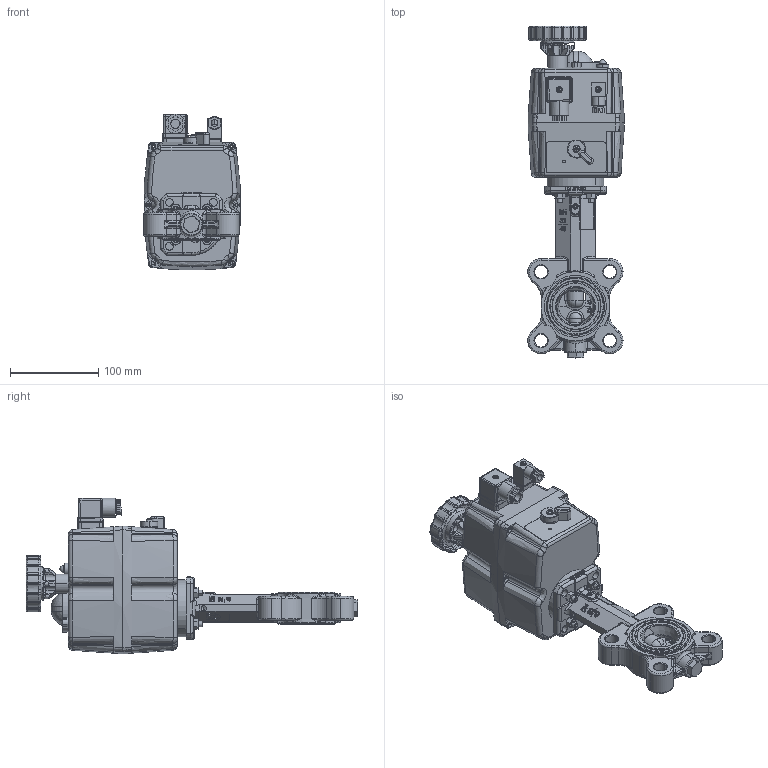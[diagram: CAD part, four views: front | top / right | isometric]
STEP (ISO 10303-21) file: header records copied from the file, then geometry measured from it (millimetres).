
FILE_DESCRIPTION (( 'STEP AP203' ), '1' );
FILE_NAME ('AKE02_DN32-40.STEP', '2022-10-19T12:01:13', ( '' ), ( '' ), 'SwSTEP 2.0', 'SolidWorks 2021', '' );
FILE_SCHEMA (( 'CONFIG_CONTROL_DESIGN' ));
Length unit declared in the file: metre
Products named in the file (1): AKE02_DN32-40
Bounding box: 109.08 x 375.5 x 176.14 mm (x, y, z)
Surface area: 194421.5 mm2 (no closed solid volume)
Topology: 0 solids, 83 shells, 1924 faces, 6223 edges, 4204 vertices
Faces by surface type: plane 577, cylinder 562, torus 356, bspline 251, cone 150, sphere 28
Entity records: 103340 total; most frequent: CARTESIAN_POINT 51481, DIRECTION 10573, ORIENTED_EDGE 10157, EDGE_CURVE 6163, VERTEX_POINT 4202, AXIS2_PLACEMENT_3D 3995, VECTOR 2583, LINE 2583
